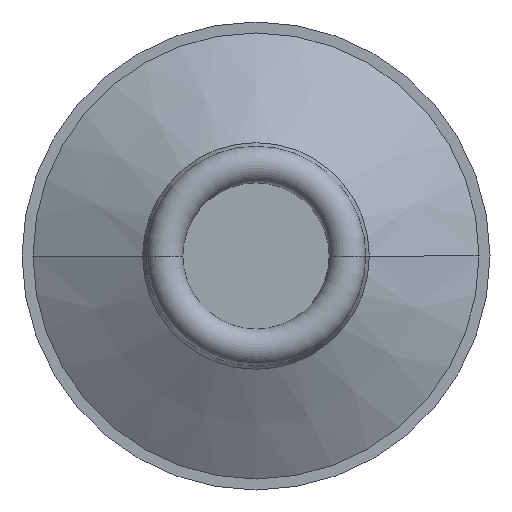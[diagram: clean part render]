
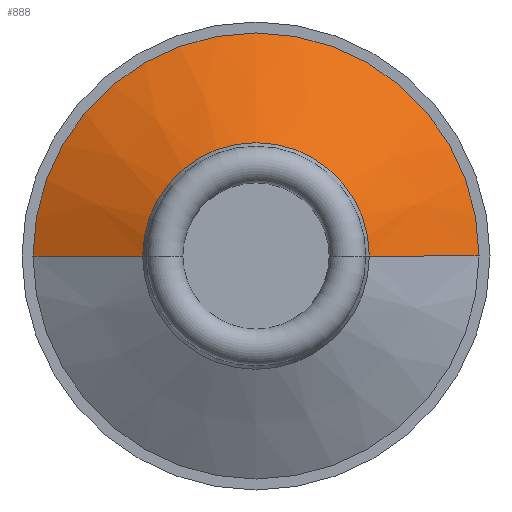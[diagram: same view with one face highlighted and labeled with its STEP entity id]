
A CAD part, front view. The second image highlights one B-rep face of the part: STEP entity #888.
In plain terms, the highlighted conical face has half-angle 60.173 degrees and reference radius 7.75 mm.
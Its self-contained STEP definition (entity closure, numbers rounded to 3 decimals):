
#41 = FACE_OUTER_BOUND ( 'NONE', #824, .T. ) ;
#108 = LINE ( 'NONE', #273, #235 ) ;
#111 = CARTESIAN_POINT ( 'NONE',  ( 0., -7.5, 0. ) ) ;
#188 = EDGE_CURVE ( 'NONE', #533, #442, #1028, .T. ) ;
#199 = DIRECTION ( 'NONE',  ( 0., 1., 0. ) ) ;
#235 = VECTOR ( 'NONE', #1106, 1000. ) ;
#245 = ORIENTED_EDGE ( 'NONE', *, *, #528, .F. ) ;
#249 = DIRECTION ( 'NONE',  ( 0., 1., 0. ) ) ;
#273 = CARTESIAN_POINT ( 'NONE',  ( -7.75, -7.5, 0. ) ) ;
#299 = CARTESIAN_POINT ( 'NONE',  ( 15.25, -3.2, 0. ) ) ;
#320 = CARTESIAN_POINT ( 'NONE',  ( 7.75, -7.5, 0. ) ) ;
#399 = EDGE_CURVE ( 'NONE', #442, #783, #1175, .T. ) ;
#401 = CARTESIAN_POINT ( 'NONE',  ( 0., -7.5, 0. ) ) ;
#405 = DIRECTION ( 'NONE',  ( 0., 1., 0. ) ) ;
#422 = CIRCLE ( 'NONE', #1122, 15.25 ) ;
#442 = VERTEX_POINT ( 'NONE', #320 ) ;
#528 = EDGE_CURVE ( 'NONE', #533, #1033, #108, .T. ) ;
#530 = CARTESIAN_POINT ( 'NONE',  ( 0., -3.2, 0. ) ) ;
#533 = VERTEX_POINT ( 'NONE', #650 ) ;
#536 = AXIS2_PLACEMENT_3D ( 'NONE', #401, #405, #1150 ) ;
#646 = ORIENTED_EDGE ( 'NONE', *, *, #399, .T. ) ;
#650 = CARTESIAN_POINT ( 'NONE',  ( -7.75, -7.5, 0. ) ) ;
#783 = VERTEX_POINT ( 'NONE', #299 ) ;
#794 = CARTESIAN_POINT ( 'NONE',  ( 7.75, -7.5, 0. ) ) ;
#824 = EDGE_LOOP ( 'NONE', ( #988, #646, #994, #245 ) ) ;
#856 = DIRECTION ( 'NONE',  ( -1., 0., 0. ) ) ;
#888 = ADVANCED_FACE ( 'NONE', ( #41 ), #999, .T. ) ;
#896 = CARTESIAN_POINT ( 'NONE',  ( -15.25, -3.2, 0. ) ) ;
#922 = VECTOR ( 'NONE', #1072, 1000. ) ;
#955 = EDGE_CURVE ( 'NONE', #1033, #783, #422, .T. ) ;
#988 = ORIENTED_EDGE ( 'NONE', *, *, #188, .T. ) ;
#992 = DIRECTION ( 'NONE',  ( -1., 0., 0. ) ) ;
#994 = ORIENTED_EDGE ( 'NONE', *, *, #955, .F. ) ;
#999 = CONICAL_SURFACE ( 'NONE', #536, 7.75, 1.05 ) ;
#1028 = CIRCLE ( 'NONE', #1059, 7.75 ) ;
#1033 = VERTEX_POINT ( 'NONE', #896 ) ;
#1059 = AXIS2_PLACEMENT_3D ( 'NONE', #111, #199, #856 ) ;
#1072 = DIRECTION ( 'NONE',  ( 0.868, 0.497, 0. ) ) ;
#1106 = DIRECTION ( 'NONE',  ( -0.868, 0.497, 0. ) ) ;
#1122 = AXIS2_PLACEMENT_3D ( 'NONE', #530, #249, #992 ) ;
#1150 = DIRECTION ( 'NONE',  ( -1., 0., 0. ) ) ;
#1175 = LINE ( 'NONE', #794, #922 ) ;
